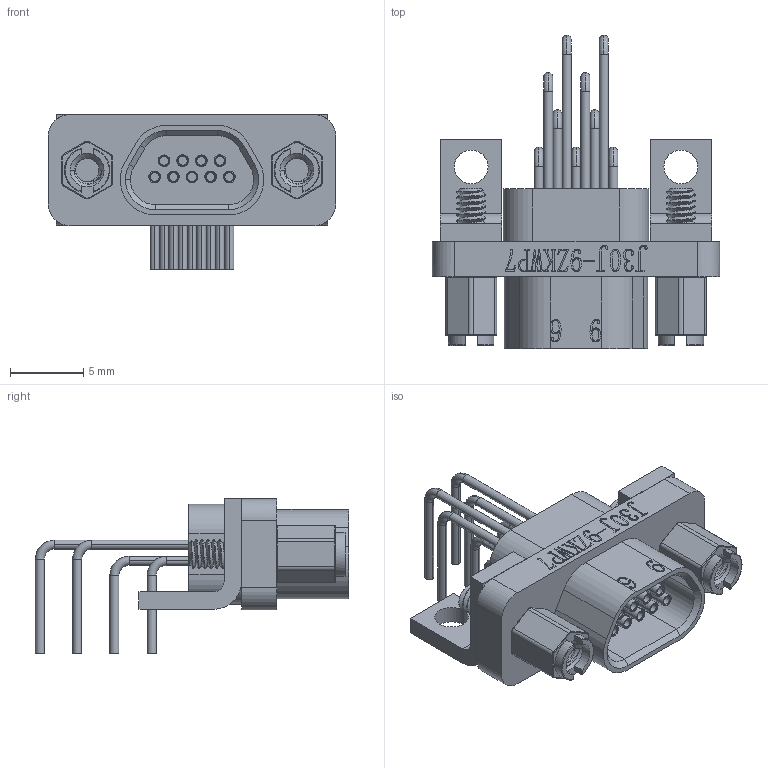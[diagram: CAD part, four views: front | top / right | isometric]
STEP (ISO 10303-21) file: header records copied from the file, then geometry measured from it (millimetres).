
FILE_DESCRIPTION (( 'STEP AP203' ), '1' );
FILE_NAME ('FMD005-F009BDRD-00.STEP', '2025-08-27T07:27:17', ( '' ), ( '' ), 'SwSTEP 2.0', 'SolidWorks 2021', '' );
FILE_SCHEMA (( 'CONFIG_CONTROL_DESIGN' ));
Length unit declared in the file: millimetre
Products named in the file (1): FMD005-F009BDRD-00
Bounding box: 19.6 x 21.37 x 10.62 mm (x, y, z)
Volume: 909.9 mm3; surface area: 1550.5 mm2
Topology: 1 solids, 1 shells, 1089 faces, 2937 edges, 1919 vertices
Faces by surface type: plane 540, bspline 250, cylinder 218, torus 48, cone 33
Entity records: 46621 total; most frequent: CARTESIAN_POINT 20986, ORIENTED_EDGE 5874, DIRECTION 4394, EDGE_CURVE 2937, VERTEX_POINT 1919, VECTOR 1864, LINE 1864, AXIS2_PLACEMENT_3D 1265
